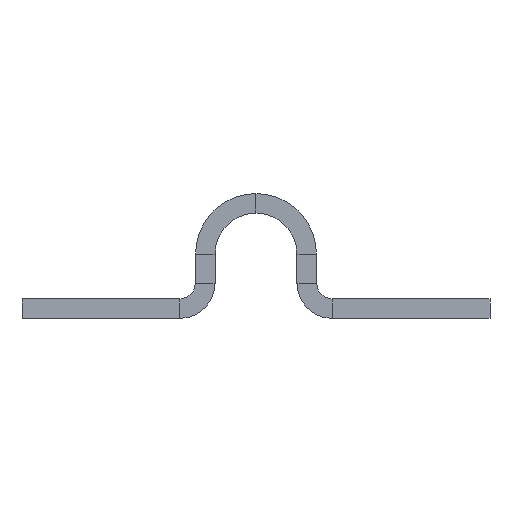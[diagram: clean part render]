
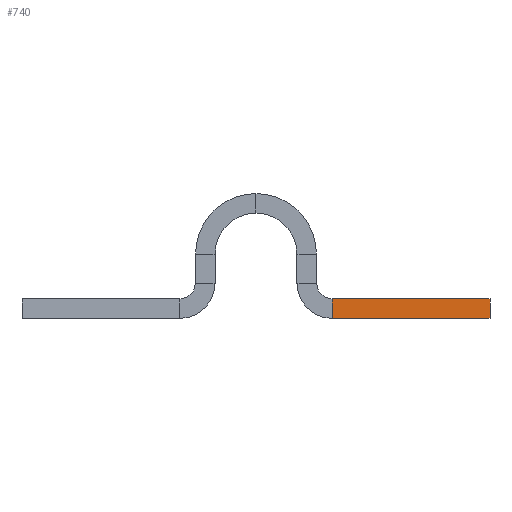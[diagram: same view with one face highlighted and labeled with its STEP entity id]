
A CAD part, front view. The second image highlights one B-rep face of the part: STEP entity #740.
In plain terms, the highlighted planar face has unit normal (0, -1, 0).
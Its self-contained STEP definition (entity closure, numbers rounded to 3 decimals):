
#47=PLANE('',#823);
#80=FACE_OUTER_BOUND('',#130,.T.);
#130=EDGE_LOOP('',(#569,#570,#571,#572));
#200=LINE('',#1191,#262);
#203=LINE('',#1197,#265);
#204=LINE('',#1199,#266);
#205=LINE('',#1200,#267);
#262=VECTOR('',#962,6.35);
#265=VECTOR('',#971,10.);
#266=VECTOR('',#972,10.);
#267=VECTOR('',#973,10.);
#365=VERTEX_POINT('',#1174);
#368=VERTEX_POINT('',#1185);
#370=VERTEX_POINT('',#1189);
#371=VERTEX_POINT('',#1198);
#443=EDGE_CURVE('',#370,#368,#200,.T.);
#446=EDGE_CURVE('',#365,#368,#203,.T.);
#447=EDGE_CURVE('',#371,#370,#204,.T.);
#448=EDGE_CURVE('',#371,#365,#205,.T.);
#569=ORIENTED_EDGE('',*,*,#446,.T.);
#570=ORIENTED_EDGE('',*,*,#443,.F.);
#571=ORIENTED_EDGE('',*,*,#447,.F.);
#572=ORIENTED_EDGE('',*,*,#448,.T.);
#740=ADVANCED_FACE('',(#80),#47,.F.);
#823=AXIS2_PLACEMENT_3D('',#1196,#969,#970);
#962=DIRECTION('',(-1.,0.,0.));
#969=DIRECTION('center_axis',(0.,1.,0.));
#970=DIRECTION('ref_axis',(0.,0.,-1.));
#971=DIRECTION('',(0.,0.,-1.));
#972=DIRECTION('',(0.,0.,-1.));
#973=DIRECTION('',(-1.,0.,0.));
#1174=CARTESIAN_POINT('',(9.75,-1500.,-5.75));
#1185=CARTESIAN_POINT('',(9.75,-1500.,-8.25));
#1189=CARTESIAN_POINT('',(30.,-1500.,-8.25));
#1191=CARTESIAN_POINT('',(1.131,-1500.,-8.25));
#1196=CARTESIAN_POINT('Origin',(1.131,-1500.,-5.75));
#1197=CARTESIAN_POINT('',(9.75,-1500.,-6.3));
#1198=CARTESIAN_POINT('',(30.,-1500.,-5.75));
#1199=CARTESIAN_POINT('',(30.,-1500.,-5.75));
#1200=CARTESIAN_POINT('',(30.,-1500.,-5.75));
